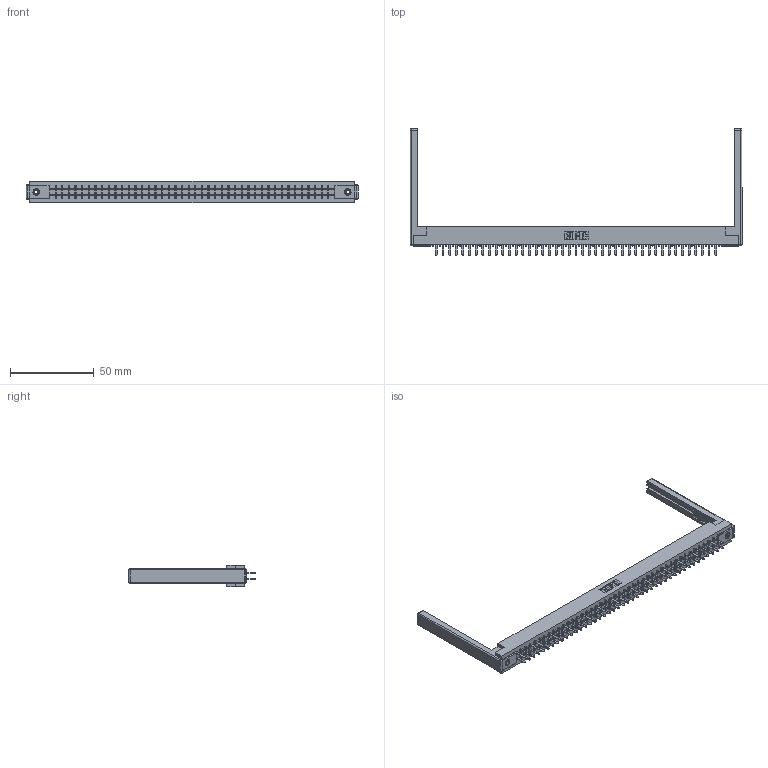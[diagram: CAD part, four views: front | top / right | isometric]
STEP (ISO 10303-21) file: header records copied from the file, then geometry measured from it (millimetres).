
FILE_DESCRIPTION (( 'STEP AP203' ), '1' );
FILE_NAME ('305-086-520-568.STEP', '2019-09-10T12:49:53', ( '' ), ( '' ), 'SwSTEP 2.0', 'SolidWorks 2016', '' );
FILE_SCHEMA (( 'CONFIG_CONTROL_DESIGN' ));
Length unit declared in the file: inch
Products named in the file (5): 307-220-068; 345-250-001_345-250-001-102; 305-290-001_520; 305 Part_.156 Dia; 305-086-520-568
Assembly tree (91 placements, depth 2):
  305-086-520-568
    305 Part_.156 Dia
    305-290-001_520  x86
    345-250-001_345-250-001-102  x2
    307-220-068  x2
Bounding box: 197.82 x 75.39 x 12.7 mm (x, y, z)
Volume: 24431.3 mm3; surface area: 30507.6 mm2
Topology: 91 solids, 91 shells, 4226 faces, 12015 edges, 7758 vertices
Faces by surface type: plane 2478, cylinder 1552, sphere 180, cone 12, torus 4
Entity records: 49075 total; most frequent: CARTESIAN_POINT 8092, ORIENTED_EDGE 8024, DIRECTION 7846, EDGE_CURVE 4012, LINE 3238, VECTOR 3238, VERTEX_POINT 2550, AXIS2_PLACEMENT_3D 2304
